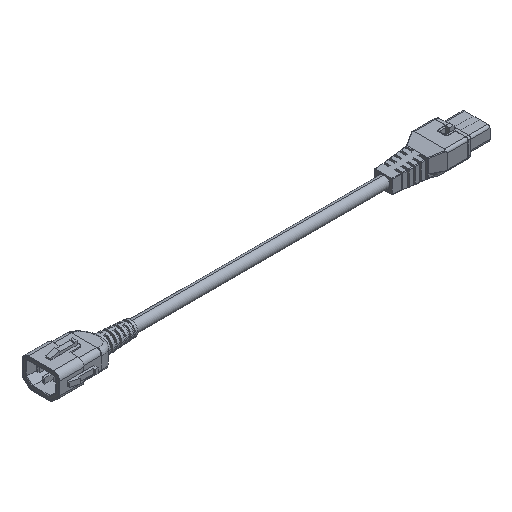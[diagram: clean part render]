
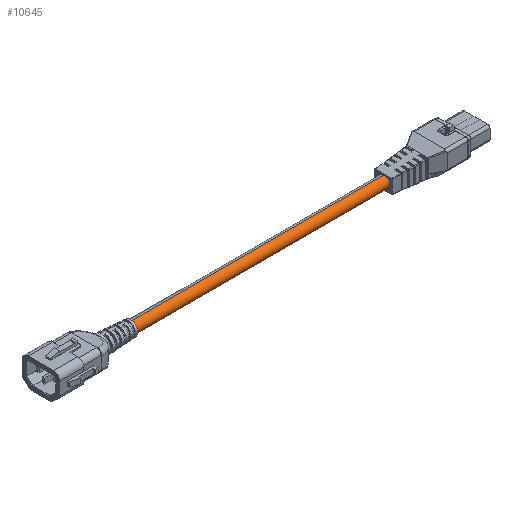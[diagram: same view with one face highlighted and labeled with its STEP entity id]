
A CAD part, isometric view. The second image highlights one B-rep face of the part: STEP entity #10645.
In plain terms, the highlighted cylindrical face has radius 4.6 mm (diameter 9.2 mm), a partial arc.
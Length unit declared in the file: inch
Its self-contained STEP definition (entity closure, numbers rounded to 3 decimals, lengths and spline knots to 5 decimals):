
#831 = CIRCLE ( 'NONE', #5081, 0.1811 ) ;
#1072 = VERTEX_POINT ( 'NONE', #10591 ) ;
#1233 = ORIENTED_EDGE ( 'NONE', *, *, #4473, .F. ) ;
#1478 = CARTESIAN_POINT ( 'NONE',  ( 0.1811, 0., -10. ) ) ;
#1981 = DIRECTION ( 'NONE',  ( 1., 0., 0. ) ) ;
#2200 = CARTESIAN_POINT ( 'NONE',  ( 0.1811, 0., 0. ) ) ;
#2897 = FACE_OUTER_BOUND ( 'NONE', #9654, .T. ) ;
#3040 = CARTESIAN_POINT ( 'NONE',  ( 0., 0., -10. ) ) ;
#3545 = AXIS2_PLACEMENT_3D ( 'NONE', #11888, #8493, #1981 ) ;
#4253 = DIRECTION ( 'NONE',  ( 0., 0., 1. ) ) ;
#4473 = EDGE_CURVE ( 'NONE', #5316, #1072, #7455, .T. ) ;
#4654 = VECTOR ( 'NONE', #6485, 39.37008 ) ;
#4980 = CARTESIAN_POINT ( 'NONE',  ( -0.1811, 0., -10. ) ) ;
#5081 = AXIS2_PLACEMENT_3D ( 'NONE', #13114, #4253, #7657 ) ;
#5316 = VERTEX_POINT ( 'NONE', #4980 ) ;
#5753 = ORIENTED_EDGE ( 'NONE', *, *, #10776, .T. ) ;
#6146 = CIRCLE ( 'NONE', #3545, 0.1811 ) ;
#6485 = DIRECTION ( 'NONE',  ( 0., 0., 1. ) ) ;
#6734 = DIRECTION ( 'NONE',  ( 0., 0., 1. ) ) ;
#7332 = DIRECTION ( 'NONE',  ( 1., 0., 0. ) ) ;
#7455 = LINE ( 'NONE', #8629, #4654 ) ;
#7550 = DIRECTION ( 'NONE',  ( 0., 0., 1. ) ) ;
#7657 = DIRECTION ( 'NONE',  ( 1., 0., 0. ) ) ;
#8472 = VECTOR ( 'NONE', #6734, 39.37008 ) ;
#8493 = DIRECTION ( 'NONE',  ( 0., 0., 1. ) ) ;
#8629 = CARTESIAN_POINT ( 'NONE',  ( -0.1811, 0., -10. ) ) ;
#8874 = LINE ( 'NONE', #10209, #8472 ) ;
#9400 = EDGE_CURVE ( 'NONE', #5316, #12176, #831, .T. ) ;
#9654 = EDGE_LOOP ( 'NONE', ( #1233, #11388, #5753, #13755 ) ) ;
#10209 = CARTESIAN_POINT ( 'NONE',  ( 0.1811, 0., -10. ) ) ;
#10591 = CARTESIAN_POINT ( 'NONE',  ( -0.1811, 0., 0. ) ) ;
#10645 = ADVANCED_FACE ( 'NONE', ( #2897 ), #10861, .T. ) ;
#10776 = EDGE_CURVE ( 'NONE', #12176, #13895, #8874, .T. ) ;
#10861 = CYLINDRICAL_SURFACE ( 'NONE', #12503, 0.1811 ) ;
#11388 = ORIENTED_EDGE ( 'NONE', *, *, #9400, .T. ) ;
#11888 = CARTESIAN_POINT ( 'NONE',  ( 0., 0., 0. ) ) ;
#12176 = VERTEX_POINT ( 'NONE', #1478 ) ;
#12337 = EDGE_CURVE ( 'NONE', #1072, #13895, #6146, .T. ) ;
#12503 = AXIS2_PLACEMENT_3D ( 'NONE', #3040, #7550, #7332 ) ;
#13114 = CARTESIAN_POINT ( 'NONE',  ( 0., 0., -10. ) ) ;
#13755 = ORIENTED_EDGE ( 'NONE', *, *, #12337, .F. ) ;
#13895 = VERTEX_POINT ( 'NONE', #2200 ) ;
